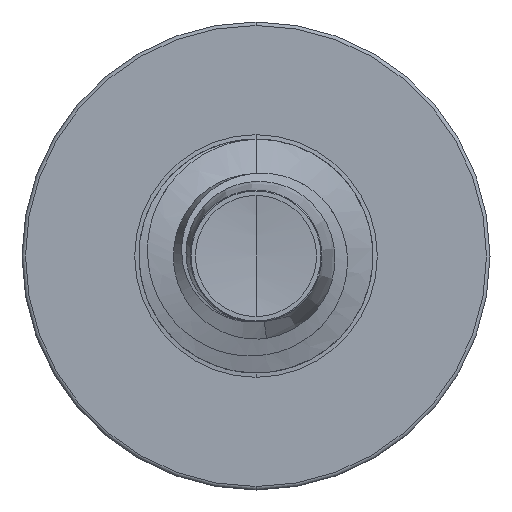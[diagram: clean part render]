
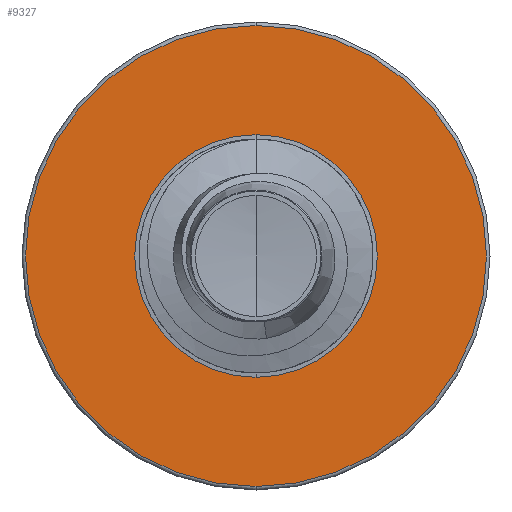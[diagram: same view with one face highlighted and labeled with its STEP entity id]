
A CAD part, front view. The second image highlights one B-rep face of the part: STEP entity #9327.
In plain terms, the highlighted planar face has unit normal (0, -1, 0).
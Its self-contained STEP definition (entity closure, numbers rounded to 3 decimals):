
#164 = VERTEX_POINT ( 'NONE', #7470 ) ;
#240 = CIRCLE ( 'NONE', #5076, 1.296 ) ;
#1418 = AXIS2_PLACEMENT_3D ( 'NONE', #9730, #9718, #9716 ) ;
#1622 = AXIS2_PLACEMENT_3D ( 'NONE', #4086, #4083, #4068 ) ;
#1666 = EDGE_LOOP ( 'NONE', ( #10346, #7932 ) ) ;
#2186 = AXIS2_PLACEMENT_3D ( 'NONE', #9059, #9048, #9035 ) ;
#2679 = EDGE_LOOP ( 'NONE', ( #9961, #11975 ) ) ;
#2986 = AXIS2_PLACEMENT_3D ( 'NONE', #6269, #6314, #6254 ) ;
#4068 = DIRECTION ( 'NONE',  ( 0., 0., 1. ) ) ;
#4069 = FACE_BOUND ( 'NONE', #1666, .T. ) ;
#4083 = DIRECTION ( 'NONE',  ( 0., 1., 0. ) ) ;
#4086 = CARTESIAN_POINT ( 'NONE',  ( 0., 4., 0. ) ) ;
#4498 = DIRECTION ( 'NONE',  ( 0., 0., 1. ) ) ;
#4515 = DIRECTION ( 'NONE',  ( 0., 1., 0. ) ) ;
#4531 = CARTESIAN_POINT ( 'NONE',  ( 0., 4., 0. ) ) ;
#4852 = CARTESIAN_POINT ( 'NONE',  ( 0., 4., 1.296 ) ) ;
#5076 = AXIS2_PLACEMENT_3D ( 'NONE', #4531, #4515, #4498 ) ;
#5713 = CARTESIAN_POINT ( 'NONE',  ( 0., 4., 2.463 ) ) ;
#6254 = DIRECTION ( 'NONE',  ( 0., 0., 1. ) ) ;
#6269 = CARTESIAN_POINT ( 'NONE',  ( 0., 4., -1.296 ) ) ;
#6314 = DIRECTION ( 'NONE',  ( 0., 1., 0. ) ) ;
#6357 = PLANE ( 'NONE',  #2986 ) ;
#6570 = FACE_OUTER_BOUND ( 'NONE', #2679, .T. ) ;
#7016 = VERTEX_POINT ( 'NONE', #4852 ) ;
#7098 = CARTESIAN_POINT ( 'NONE',  ( 0., 4., -1.296 ) ) ;
#7309 = EDGE_CURVE ( 'NONE', #11504, #7016, #240, .T. ) ;
#7470 = CARTESIAN_POINT ( 'NONE',  ( 0., 4., -2.462 ) ) ;
#7932 = ORIENTED_EDGE ( 'NONE', *, *, #7309, .T. ) ;
#8442 = CIRCLE ( 'NONE', #1622, 2.462 ) ;
#9035 = DIRECTION ( 'NONE',  ( 0., 0., 1. ) ) ;
#9048 = DIRECTION ( 'NONE',  ( 0., 1., 0. ) ) ;
#9059 = CARTESIAN_POINT ( 'NONE',  ( 0., 4., 0. ) ) ;
#9327 = ADVANCED_FACE ( 'NONE', ( #6570, #4069 ), #6357, .F. ) ;
#9661 = VERTEX_POINT ( 'NONE', #5713 ) ;
#9716 = DIRECTION ( 'NONE',  ( 0., 0., 1. ) ) ;
#9718 = DIRECTION ( 'NONE',  ( 0., 1., 0. ) ) ;
#9730 = CARTESIAN_POINT ( 'NONE',  ( 0., 4., 0. ) ) ;
#9961 = ORIENTED_EDGE ( 'NONE', *, *, #11063, .F. ) ;
#10346 = ORIENTED_EDGE ( 'NONE', *, *, #10766, .T. ) ;
#10766 = EDGE_CURVE ( 'NONE', #7016, #11504, #12173, .T. ) ;
#11063 = EDGE_CURVE ( 'NONE', #9661, #164, #8442, .T. ) ;
#11203 = EDGE_CURVE ( 'NONE', #164, #9661, #11922, .T. ) ;
#11504 = VERTEX_POINT ( 'NONE', #7098 ) ;
#11922 = CIRCLE ( 'NONE', #1418, 2.462 ) ;
#11975 = ORIENTED_EDGE ( 'NONE', *, *, #11203, .F. ) ;
#12173 = CIRCLE ( 'NONE', #2186, 1.296 ) ;
